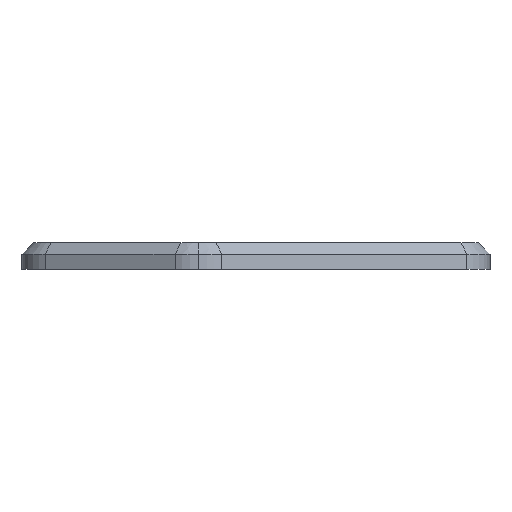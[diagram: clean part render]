
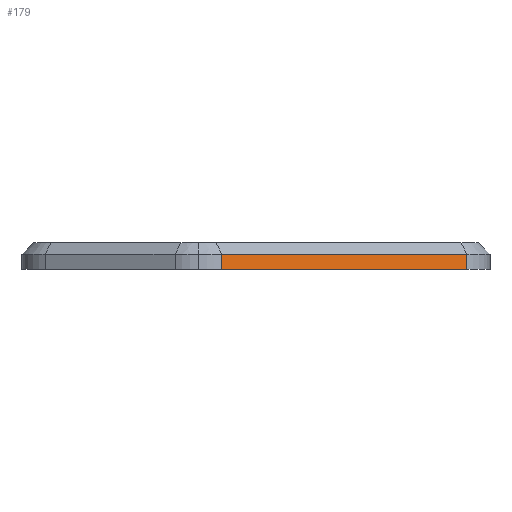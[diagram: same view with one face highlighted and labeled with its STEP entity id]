
A CAD part, left-side view. The second image highlights one B-rep face of the part: STEP entity #179.
In plain terms, the highlighted planar face has unit normal (-0.866, -0.5, 0).
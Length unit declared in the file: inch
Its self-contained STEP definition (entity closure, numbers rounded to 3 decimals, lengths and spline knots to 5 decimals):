
#10 = CARTESIAN_POINT ( 'NONE',  ( -0.7799, -1.55512, 0.10236 ) ) ;
#81 = VERTEX_POINT ( 'NONE', #1118 ) ;
#150 = VERTEX_POINT ( 'NONE', #10 ) ;
#179 = ADVANCED_FACE ( 'NONE', ( #512 ), #1355, .F. ) ;
#305 = DIRECTION ( 'NONE',  ( 0., 0., -1. ) ) ;
#352 = DIRECTION ( 'NONE',  ( -0.5, 0.866, 0. ) ) ;
#371 = LINE ( 'NONE', #1605, #2218 ) ;
#408 = DIRECTION ( 'NONE',  ( -0.5, 0.866, 0. ) ) ;
#512 = FACE_OUTER_BOUND ( 'NONE', #1821, .T. ) ;
#598 = VECTOR ( 'NONE', #693, 39.37008 ) ;
#615 = EDGE_CURVE ( 'NONE', #1144, #81, #1524, .T. ) ;
#693 = DIRECTION ( 'NONE',  ( 0.5, -0.866, 0. ) ) ;
#852 = ORIENTED_EDGE ( 'NONE', *, *, #1232, .T. ) ;
#920 = CARTESIAN_POINT ( 'NONE',  ( -1.73672, 0.10215, 0. ) ) ;
#929 = CARTESIAN_POINT ( 'NONE',  ( -1.73672, 0.10215, 0.10236 ) ) ;
#955 = EDGE_CURVE ( 'NONE', #2038, #1144, #1135, .T. ) ;
#978 = AXIS2_PLACEMENT_3D ( 'NONE', #1032, #1537, #352 ) ;
#1032 = CARTESIAN_POINT ( 'NONE',  ( -1.73672, 0.10215, 0.15748 ) ) ;
#1044 = ORIENTED_EDGE ( 'NONE', *, *, #955, .T. ) ;
#1118 = CARTESIAN_POINT ( 'NONE',  ( -0.7799, -1.55512, 0. ) ) ;
#1135 = LINE ( 'NONE', #1822, #1834 ) ;
#1144 = VERTEX_POINT ( 'NONE', #920 ) ;
#1232 = EDGE_CURVE ( 'NONE', #150, #2038, #2092, .T. ) ;
#1238 = ORIENTED_EDGE ( 'NONE', *, *, #615, .T. ) ;
#1307 = ORIENTED_EDGE ( 'NONE', *, *, #2062, .F. ) ;
#1355 = PLANE ( 'NONE',  #978 ) ;
#1524 = LINE ( 'NONE', #1862, #598 ) ;
#1537 = DIRECTION ( 'NONE',  ( 0.866, 0.5, 0. ) ) ;
#1605 = CARTESIAN_POINT ( 'NONE',  ( -0.7799, -1.55512, 0.15748 ) ) ;
#1742 = DIRECTION ( 'NONE',  ( 0., 0., -1. ) ) ;
#1821 = EDGE_LOOP ( 'NONE', ( #1307, #852, #1044, #1238 ) ) ;
#1822 = CARTESIAN_POINT ( 'NONE',  ( -1.73672, 0.10215, 0.15748 ) ) ;
#1834 = VECTOR ( 'NONE', #305, 39.37008 ) ;
#1862 = CARTESIAN_POINT ( 'NONE',  ( -1.73672, 0.10215, 0. ) ) ;
#2038 = VERTEX_POINT ( 'NONE', #2096 ) ;
#2062 = EDGE_CURVE ( 'NONE', #150, #81, #371, .T. ) ;
#2092 = LINE ( 'NONE', #929, #2140 ) ;
#2096 = CARTESIAN_POINT ( 'NONE',  ( -1.73672, 0.10215, 0.10236 ) ) ;
#2140 = VECTOR ( 'NONE', #408, 39.37008 ) ;
#2218 = VECTOR ( 'NONE', #1742, 39.37008 ) ;
